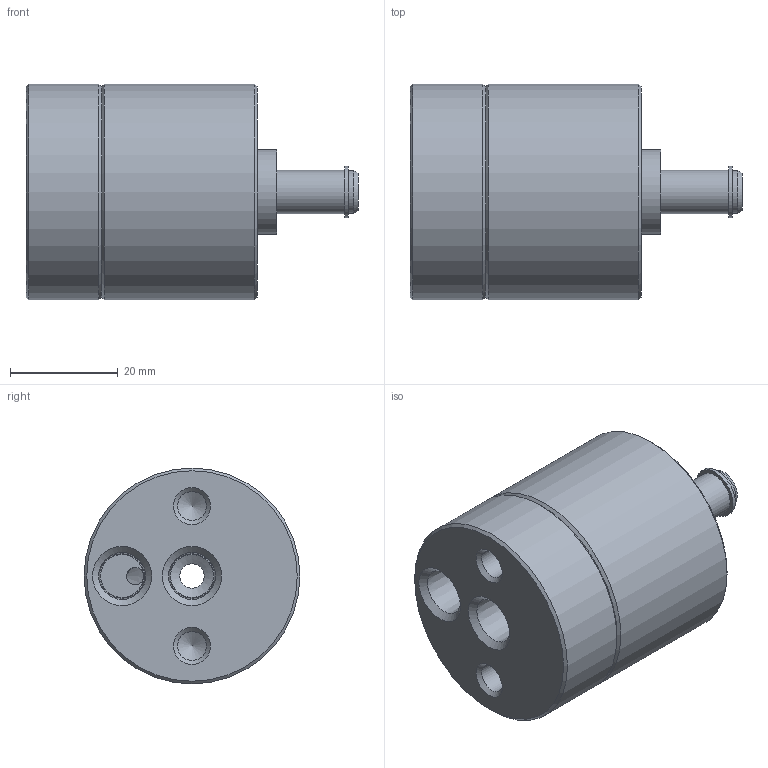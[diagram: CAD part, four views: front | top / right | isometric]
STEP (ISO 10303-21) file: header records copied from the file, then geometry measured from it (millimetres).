
FILE_DESCRIPTION(/* description */ (''),/* implementation_level */ '2;1');
FILE_NAME(/* name */ 'FI2.stp',/* time_stamp */ '2016-05-13T09:08:08-05:00',/* author */ ('scottg'),/* organization */ ('FasTest,Inc.'),/* preprocessor_version */ 'ST-DEVELOPER v16.1',/* originating_system */ 'Autodesk Inventor 2016',/* authorisation */ '');
FILE_SCHEMA (('AUTOMOTIVE_DESIGN { 1 0 10303 214 3 1 1 }'));
Length unit declared in the file: inch
Products named in the file (1): FI2
Bounding box: 61.49 x 40.01 x 40.01 mm (x, y, z)
Volume: 52461.5 mm3; surface area: 10446.8 mm2
Topology: 1 solids, 1 shells, 39 faces, 79 edges, 49 vertices
Faces by surface type: cone 16, cylinder 14, plane 9
Full cylindrical faces by diameter (mm): 3.175 x1, 4.496 x1, 5.359 x2, 7.899 x1, 7.95 x1, 8.077 x2, 9.525 x1, 15.697 x1, 38.989 x1, 40.005 x2
Entity records: 869 total; most frequent: DIRECTION 160, CARTESIAN_POINT 160, ORIENTED_EDGE 84, AXIS2_PLACEMENT_3D 79, EDGE_LOOP 76, EDGE_CURVE 42, VERTEX_POINT 40, FACE_OUTER_BOUND 39
